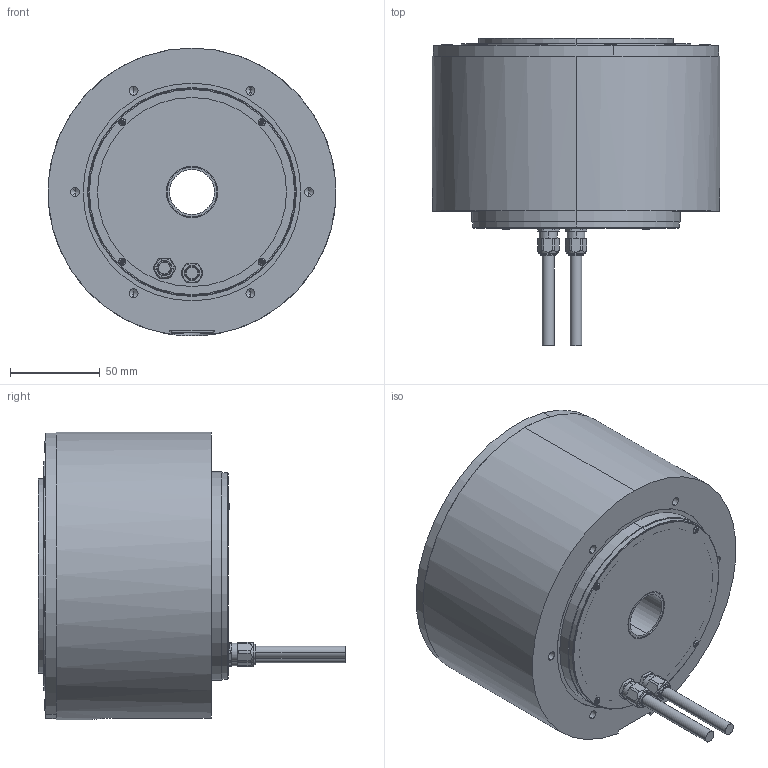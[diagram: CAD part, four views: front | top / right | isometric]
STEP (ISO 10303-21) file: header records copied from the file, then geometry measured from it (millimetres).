
FILE_DESCRIPTION (( 'STEP AP214' ), '1' );
FILE_NAME ('DD160-96-LS(ABS).STEP', '2014-12-02T00:17:34', ( ' ' ), ( ' ' ), 'SwSTEP 2.0', 'SolidWorks 2011', '' );
FILE_SCHEMA (( 'AUTOMOTIVE_DESIGN' ));
Length unit declared in the file: millimetre
Products named in the file (1): DD160-96-LS(ABS)
Bounding box: 160 x 170.8 x 160 mm (x, y, z)
Volume: 815578.2 mm3; surface area: 223574.5 mm2
Topology: 41 solids, 41 shells, 1169 faces, 2838 edges, 1747 vertices
Faces by surface type: cylinder 467, plane 349, cone 242, torus 70, bspline 33, sphere 8
Entity records: 48385 total; most frequent: CARTESIAN_POINT 9329, DIRECTION 5710, ORIENTED_EDGE 5424, EDGE_CURVE 2712, AXIS2_PLACEMENT_3D 2306, VERTEX_POINT 1747, EDGE_LOOP 1379, ADVANCED_FACE 1169
